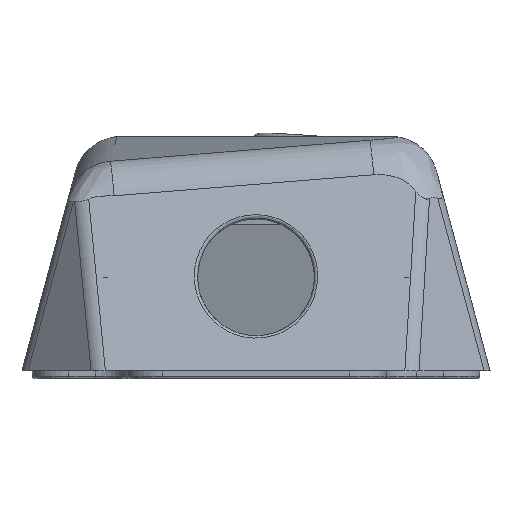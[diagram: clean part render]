
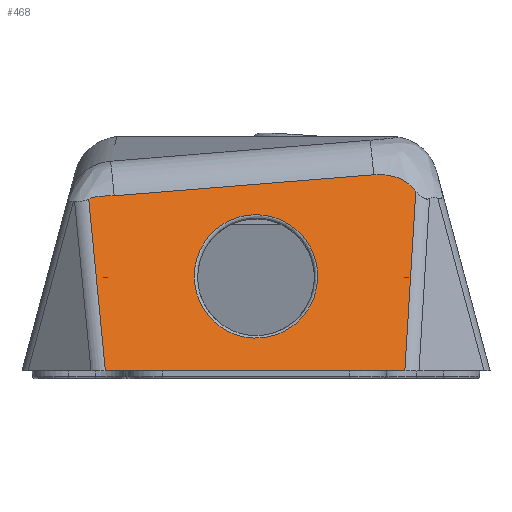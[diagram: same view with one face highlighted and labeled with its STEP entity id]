
A CAD part, front view. The second image highlights one B-rep face of the part: STEP entity #468.
In plain terms, the highlighted planar face has unit normal (0, -0.966, 0.259).
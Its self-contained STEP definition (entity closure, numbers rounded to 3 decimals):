
#101 = VERTEX_POINT('',#102);
#102 = CARTESIAN_POINT('',(9.23,-63.714,
    22.136));
#108 = EDGE_CURVE('',#101,#101,#109,.T.);
#109 = ( BOUNDED_CURVE() B_SPLINE_CURVE(12,(#110,#111,#112,#113,#114,
    #115,#116,#117,#118,#119,#120,#121,#122,#123,#124,#125,#126,#127,
    #128,#129,#130,#131,#132,#133,#134,#135,#136,#137,#138,#139,#140,
    #141,#142,#143,#144),.UNSPECIFIED.,.T.,.F.) 
B_SPLINE_CURVE_WITH_KNOTS((13,11,11,13),(-0.134,0.,
27.845,55.69),.UNSPECIFIED.) CURVE() 
GEOMETRIC_REPRESENTATION_ITEM() RATIONAL_B_SPLINE_CURVE((1.,1.,
    1.,1.,1.,1.,
    1.,1.,1.,1.,1.,1.,1.
    ,1.,1.,1.,1.,1.,1.,
    1.,1.,1.,1.,1.,1.,1.,
    1.,1.,1.,1.,
    1.,1.,1.,1.,1.)) 
REPRESENTATION_ITEM('') );
#110 = CARTESIAN_POINT('',(9.23,-63.714,
    22.136));
#111 = CARTESIAN_POINT('',(9.23,-63.717,
    22.125));
#112 = CARTESIAN_POINT('',(9.23,-63.72,22.114
    ));
#113 = CARTESIAN_POINT('',(9.23,-63.723,22.102
    ));
#114 = CARTESIAN_POINT('',(9.23,-63.726,
    22.091));
#115 = CARTESIAN_POINT('',(9.23,-63.729,22.08
    ));
#116 = CARTESIAN_POINT('',(9.23,-63.732,
    22.068));
#117 = CARTESIAN_POINT('',(9.23,-63.735,
    22.057));
#118 = CARTESIAN_POINT('',(9.23,-63.738,22.045
    ));
#119 = CARTESIAN_POINT('',(9.229,-63.741,
    22.034));
#120 = CARTESIAN_POINT('',(9.229,-63.744,22.023
    ));
#121 = CARTESIAN_POINT('',(9.229,-63.747,
    22.011));
#122 = CARTESIAN_POINT('',(9.196,-64.384,19.633
    ));
#123 = CARTESIAN_POINT('',(8.5,-65.022,
    17.254));
#124 = CARTESIAN_POINT('',(7.126,-65.604,
    15.08));
#125 = CARTESIAN_POINT('',(5.141,-66.072,13.334
    ));
#126 = CARTESIAN_POINT('',(2.706,-66.373,
    12.21));
#127 = CARTESIAN_POINT('',(0.039,-66.478,
    11.82));
#128 = CARTESIAN_POINT('',(-2.624,-66.377,
    12.196));
#129 = CARTESIAN_POINT('',(-5.051,-66.082,
    13.296));
#130 = CARTESIAN_POINT('',(-7.041,-65.624,
    15.006));
#131 = CARTESIAN_POINT('',(-8.443,-65.049,
    17.152));
#132 = CARTESIAN_POINT('',(-9.176,-64.412,
    19.53));
#133 = CARTESIAN_POINT('',(-9.279,-63.125,
    24.332));
#134 = CARTESIAN_POINT('',(-8.649,-62.476,
    26.756));
#135 = CARTESIAN_POINT('',(-7.328,-61.877,
    28.992));
#136 = CARTESIAN_POINT('',(-5.362,-61.384,
    30.832));
#137 = CARTESIAN_POINT('',(-2.912,-61.059,
    32.045));
#138 = CARTESIAN_POINT('',(-0.123,-60.921,
    32.559));
#139 = CARTESIAN_POINT('',(2.694,-61.039,
    32.119));
#140 = CARTESIAN_POINT('',(5.185,-61.351,30.952
    ));
#141 = CARTESIAN_POINT('',(7.202,-61.838,
    29.136));
#142 = CARTESIAN_POINT('',(8.563,-62.434,
    26.911));
#143 = CARTESIAN_POINT('',(9.228,-63.079,
    24.505));
#144 = CARTESIAN_POINT('',(9.23,-63.714,
    22.136));
#468 = ADVANCED_FACE('',(#469,#472),#536,.F.);
#469 = FACE_BOUND('',#470,.F.);
#470 = EDGE_LOOP('',(#471));
#471 = ORIENTED_EDGE('',*,*,#108,.F.);
#472 = FACE_BOUND('',#473,.F.);
#473 = EDGE_LOOP('',(#474,#484,#499,#507,#522,#530));
#474 = ORIENTED_EDGE('',*,*,#475,.T.);
#475 = EDGE_CURVE('',#476,#478,#480,.T.);
#476 = VERTEX_POINT('',#477);
#477 = CARTESIAN_POINT('',(-22.535,-67.501,8.));
#478 = VERTEX_POINT('',#479);
#479 = CARTESIAN_POINT('',(-25.019,-60.627,
    33.654));
#480 = LINE('',#481,#482);
#481 = CARTESIAN_POINT('',(-21.771,-69.615,
    0.111));
#482 = VECTOR('',#483,1.);
#483 = DIRECTION('',(-0.093,0.258,0.962)
  );
#484 = ORIENTED_EDGE('',*,*,#485,.F.);
#485 = EDGE_CURVE('',#486,#478,#488,.T.);
#486 = VERTEX_POINT('',#487);
#487 = CARTESIAN_POINT('',(-21.222,-60.484,
    34.19));
#488 = B_SPLINE_CURVE_WITH_KNOTS('',9,(#489,#490,#491,#492,#493,#494,
    #495,#496,#497,#498),.UNSPECIFIED.,.F.,.F.,(10,10),(0.,1.),
  .PIECEWISE_BEZIER_KNOTS.);
#489 = CARTESIAN_POINT('',(-21.222,-60.484,
    34.19));
#490 = CARTESIAN_POINT('',(-21.913,-60.499,
    34.134));
#491 = CARTESIAN_POINT('',(-22.61,-60.494,
    34.153));
#492 = CARTESIAN_POINT('',(-23.295,-60.484,
    34.189));
#493 = CARTESIAN_POINT('',(-23.998,-60.493,34.155
    ));
#494 = CARTESIAN_POINT('',(-24.683,-60.523,
    34.044));
#495 = CARTESIAN_POINT('',(-25.411,-60.612,
    33.713));
#496 = CARTESIAN_POINT('',(-25.928,-60.771,
    33.117));
#497 = CARTESIAN_POINT('',(-26.143,-60.957,
    32.426));
#498 = CARTESIAN_POINT('',(-26.079,-61.135,
    31.759));
#499 = ORIENTED_EDGE('',*,*,#500,.T.);
#500 = EDGE_CURVE('',#486,#501,#503,.T.);
#501 = VERTEX_POINT('',#502);
#502 = CARTESIAN_POINT('',(17.601,-59.643,
    37.328));
#503 = LINE('',#504,#505);
#504 = CARTESIAN_POINT('',(-26.325,-60.594,
    33.778));
#505 = VECTOR('',#506,1.);
#506 = DIRECTION('',(0.997,0.022,0.081)
  );
#507 = ORIENTED_EDGE('',*,*,#508,.T.);
#508 = EDGE_CURVE('',#501,#509,#511,.T.);
#509 = VERTEX_POINT('',#510);
#510 = CARTESIAN_POINT('',(23.9,-60.294,
    34.899));
#511 = B_SPLINE_CURVE_WITH_KNOTS('',9,(#512,#513,#514,#515,#516,#517,
    #518,#519,#520,#521),.UNSPECIFIED.,.F.,.F.,(10,10),(0.,1.),
  .PIECEWISE_BEZIER_KNOTS.);
#512 = CARTESIAN_POINT('',(17.601,-59.643,
    37.328));
#513 = CARTESIAN_POINT('',(18.803,-59.617,
    37.425));
#514 = CARTESIAN_POINT('',(20.019,-59.632,
    37.371));
#515 = CARTESIAN_POINT('',(21.228,-59.698,
    37.123));
#516 = CARTESIAN_POINT('',(22.387,-59.826,
    36.646));
#517 = CARTESIAN_POINT('',(23.431,-60.022,
    35.915));
#518 = CARTESIAN_POINT('',(24.252,-60.282,
    34.943));
#519 = CARTESIAN_POINT('',(24.776,-60.583,33.821)
  );
#520 = CARTESIAN_POINT('',(24.992,-60.899,
    32.641));
#521 = CARTESIAN_POINT('',(24.921,-61.211,
    31.478));
#522 = ORIENTED_EDGE('',*,*,#523,.T.);
#523 = EDGE_CURVE('',#509,#524,#526,.T.);
#524 = VERTEX_POINT('',#525);
#525 = CARTESIAN_POINT('',(22.261,-67.501,8.));
#526 = LINE('',#527,#528);
#527 = CARTESIAN_POINT('',(23.696,-61.192,
    31.547));
#528 = VECTOR('',#529,1.);
#529 = DIRECTION('',(-0.059,-0.258,-0.964
    ));
#530 = ORIENTED_EDGE('',*,*,#531,.F.);
#531 = EDGE_CURVE('',#476,#524,#532,.T.);
#532 = LINE('',#533,#534);
#533 = CARTESIAN_POINT('',(50.,-67.501,8.));
#534 = VECTOR('',#535,1.);
#535 = DIRECTION('',(1.,0.,0.));
#536 = PLANE('',#537);
#537 = AXIS2_PLACEMENT_3D('',#538,#539,#540);
#538 = CARTESIAN_POINT('',(100.,-69.645,0.));
#539 = DIRECTION('',(0.,0.966,-0.259)
  );
#540 = DIRECTION('',(0.,0.259,0.966)
  );
